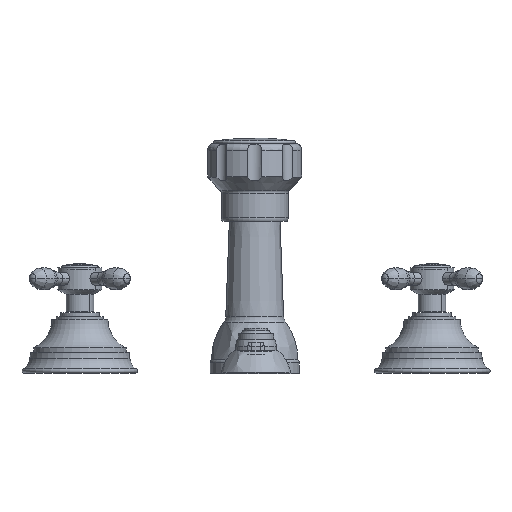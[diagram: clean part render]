
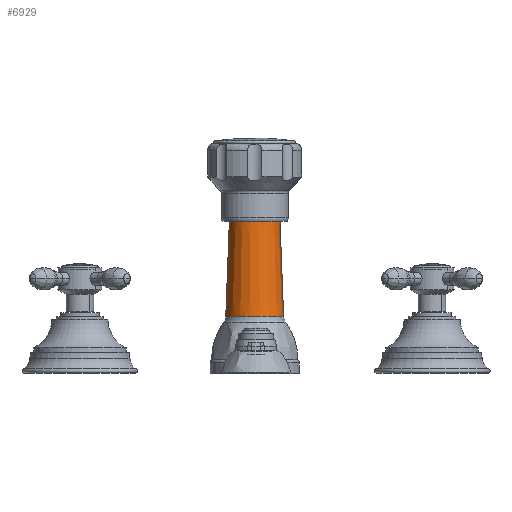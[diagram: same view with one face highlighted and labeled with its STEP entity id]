
A CAD part, top view. The second image highlights one B-rep face of the part: STEP entity #6929.
In plain terms, the highlighted conical face has half-angle 2.15 degrees and reference radius 15.652 mm.
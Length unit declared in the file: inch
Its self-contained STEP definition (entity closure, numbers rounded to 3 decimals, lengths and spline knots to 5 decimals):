
#6174=CARTESIAN_POINT('',(-0.03005,3.468,-9.002));
#6175=DIRECTION('',(0.,-1.,0.));
#6176=DIRECTION('',(1.,0.,0.));
#6177=AXIS2_PLACEMENT_3D('',#6174,#6175,#6176);
#6184=DIRECTION('',(0.038,0.999,0.));
#6185=VECTOR('',#6184,2.16618);
#6186=CARTESIAN_POINT('',(-0.68692,1.30334,
-9.002));
#6187=LINE('',#6186,#6185);
#6188=DIRECTION('',(-0.038,0.999,0.));
#6189=VECTOR('',#6188,2.16618);
#6190=CARTESIAN_POINT('',(0.62682,1.30334,
-9.002));
#6191=LINE('',#6190,#6189);
#6207=CARTESIAN_POINT('',(-0.03005,1.30334,-9.002));
#6208=DIRECTION('',(0.,-1.,0.));
#6209=DIRECTION('',(1.,0.,0.));
#6210=AXIS2_PLACEMENT_3D('',#6207,#6208,#6209);
#6302=CARTESIAN_POINT('',(-0.68692,1.30334,-9.002));
#6303=CARTESIAN_POINT('',(0.62682,1.30334,-9.002));
#6304=VERTEX_POINT('',#6302);
#6305=VERTEX_POINT('',#6303);
#6396=CARTESIAN_POINT('',(0.54554,3.468,-9.002));
#6397=CARTESIAN_POINT('',(-0.60564,3.468,-9.002));
#6398=VERTEX_POINT('',#6396);
#6399=VERTEX_POINT('',#6397);
#6915=CARTESIAN_POINT('',(-0.03005,2.38567,-9.002));
#6916=DIRECTION('',(0.,-1.,0.));
#6917=DIRECTION('',(-1.,0.,0.));
#6918=AXIS2_PLACEMENT_3D('',#6915,#6916,#6917);
#6919=CONICAL_SURFACE('',#6918,0.61623,2.15);
#6920=ORIENTED_EDGE('',*,*,#6908,.F.);
#6922=ORIENTED_EDGE('',*,*,#6921,.F.);
#6924=ORIENTED_EDGE('',*,*,#6923,.T.);
#6926=ORIENTED_EDGE('',*,*,#6925,.T.);
#6927=EDGE_LOOP('',(#6920,#6922,#6924,#6926));
#6928=FACE_OUTER_BOUND('',#6927,.F.);
#6929=ADVANCED_FACE('',(#6928),#6919,.T.);
#6178=CIRCLE('',#6177,0.57559);
#6211=CIRCLE('',#6210,0.65687);
#6908=EDGE_CURVE('',#6398,#6399,#6178,.T.);
#6921=EDGE_CURVE('',#6305,#6398,#6191,.T.);
#6923=EDGE_CURVE('',#6305,#6304,#6211,.T.);
#6925=EDGE_CURVE('',#6304,#6399,#6187,.T.);
